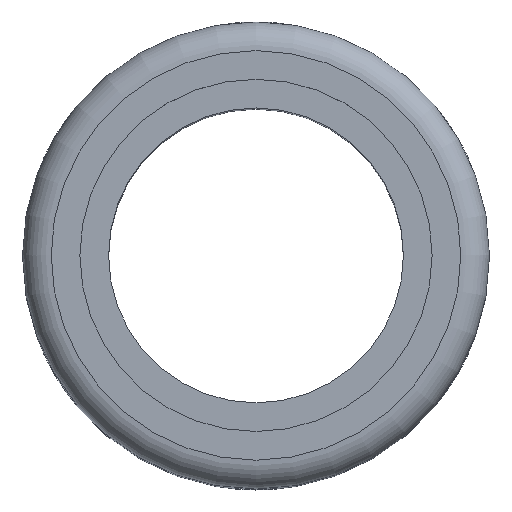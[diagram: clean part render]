
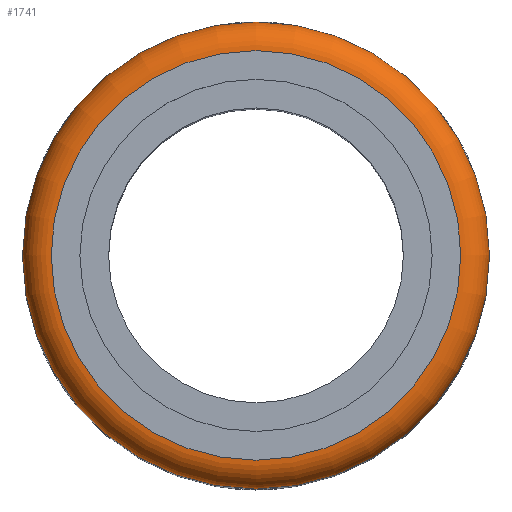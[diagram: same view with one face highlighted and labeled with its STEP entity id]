
A CAD part, top view. The second image highlights one B-rep face of the part: STEP entity #1741.
In plain terms, the highlighted toroidal (fillet/blend) face has major radius 8.333 mm and minor radius 1.167 mm.
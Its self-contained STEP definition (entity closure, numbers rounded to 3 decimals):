
#266 = CARTESIAN_POINT ( 'NONE',  ( 0., 0., 14. ) ) ;
#267 = DIRECTION ( 'NONE',  ( 0., 0., 1. ) ) ;
#268 = DIRECTION ( 'NONE',  ( 1., 0., 0. ) ) ;
#283 = CARTESIAN_POINT ( 'NONE',  ( 0., 0., 12.833 ) ) ;
#293 = DIRECTION ( 'NONE',  ( 0., 0., 1. ) ) ;
#294 = DIRECTION ( 'NONE',  ( 1., 0., 0. ) ) ;
#357 = AXIS2_PLACEMENT_3D ( 'NONE', #1585, #1584, #1586 ) ;
#534 = ORIENTED_EDGE ( 'NONE', *, *, #897, .F. ) ;
#535 = ORIENTED_EDGE ( 'NONE', *, *, #926, .T. ) ;
#593 = EDGE_LOOP ( 'NONE', ( #534 ) ) ;
#605 = EDGE_LOOP ( 'NONE', ( #535 ) ) ;
#671 = CIRCLE ( 'NONE', #987, 8.333 ) ;
#686 = CIRCLE ( 'NONE', #863, 9.5 ) ;
#863 = AXIS2_PLACEMENT_3D ( 'NONE', #283, #293, #294 ) ;
#897 = EDGE_CURVE ( 'NONE', #1686, #1686, #671, .T. ) ;
#926 = EDGE_CURVE ( 'NONE', #1688, #1688, #686, .T. ) ;
#987 = AXIS2_PLACEMENT_3D ( 'NONE', #266, #267, #268 ) ;
#1156 = FACE_OUTER_BOUND ( 'NONE', #593, .T. ) ;
#1164 = FACE_OUTER_BOUND ( 'NONE', #605, .T. ) ;
#1168 = TOROIDAL_SURFACE ( 'NONE', #357, 8.333, 1.167 ) ;
#1584 = DIRECTION ( 'NONE',  ( 0., 0., 1. ) ) ;
#1585 = CARTESIAN_POINT ( 'NONE',  ( 0., 0., 12.833 ) ) ;
#1586 = DIRECTION ( 'NONE',  ( 1., 0., 0. ) ) ;
#1686 = VERTEX_POINT ( 'NONE', #1687 ) ;
#1687 = CARTESIAN_POINT ( 'NONE',  ( 8.333, 0., 14. ) ) ;
#1688 = VERTEX_POINT ( 'NONE', #1689 ) ;
#1689 = CARTESIAN_POINT ( 'NONE',  ( 9.5, 0., 12.833 ) ) ;
#1741 = ADVANCED_FACE ( 'NONE', ( #1156, #1164 ), #1168, .T. ) ;
